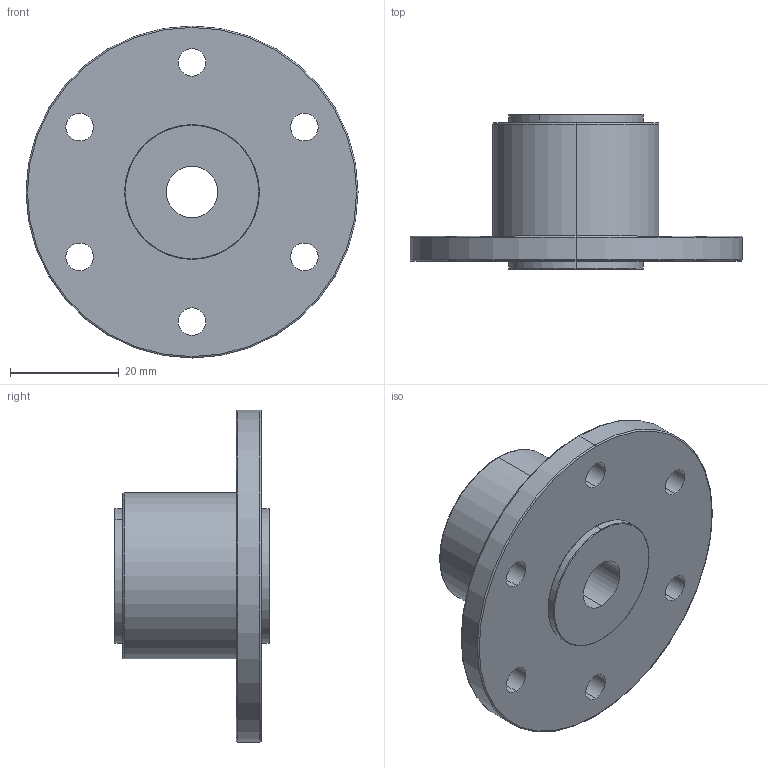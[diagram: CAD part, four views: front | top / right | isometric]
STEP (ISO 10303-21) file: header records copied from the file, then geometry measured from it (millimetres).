
FILE_DESCRIPTION (( 'STEP AP214' ), '1' );
FILE_NAME ('am-0161 375 Bearing Hub.STEP', '2014-08-20T20:40:12', ( '' ), ( '' ), 'SwSTEP 2.0', 'SolidWorks 2014', '' );
FILE_SCHEMA (( 'AUTOMOTIVE_DESIGN' ));
Length unit declared in the file: inch
Products named in the file (3): am-0028 00.375'''' id Flanged, Shielded Ball Bearing (FR6ZZ); am-0161 375 Bearing Hub (Hub Only); am-0161 375 Bearing Hub
Assembly tree (3 placements, depth 2):
  am-0161 375 Bearing Hub
    am-0161 375 Bearing Hub (Hub Only)
    am-0028 00.375'''' id Flanged, Shielded Ball Bearing (FR6ZZ)  x2
Bounding box: 60.96 x 28.55 x 60.96 mm (x, y, z)
Volume: 22921.7 mm3; surface area: 12900.5 mm2
Topology: 3 solids, 3 shells, 57 faces, 126 edges, 78 vertices
Faces by surface type: cylinder 30, torus 18, plane 9
Entity records: 1380 total; most frequent: DIRECTION 264, CARTESIAN_POINT 204, ORIENTED_EDGE 192, AXIS2_PLACEMENT_3D 120, EDGE_CURVE 96, CIRCLE 72, EDGE_LOOP 60, VERTEX_POINT 60
